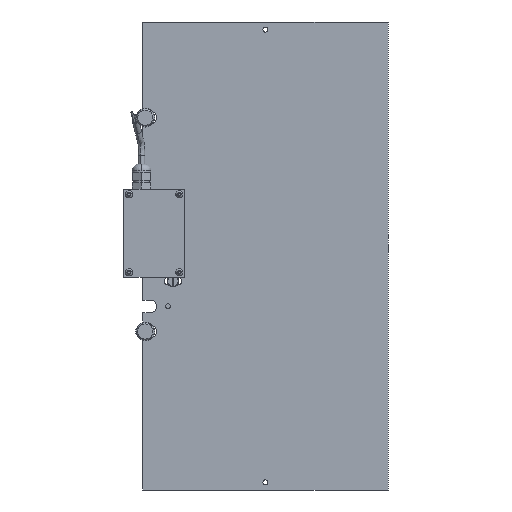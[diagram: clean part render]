
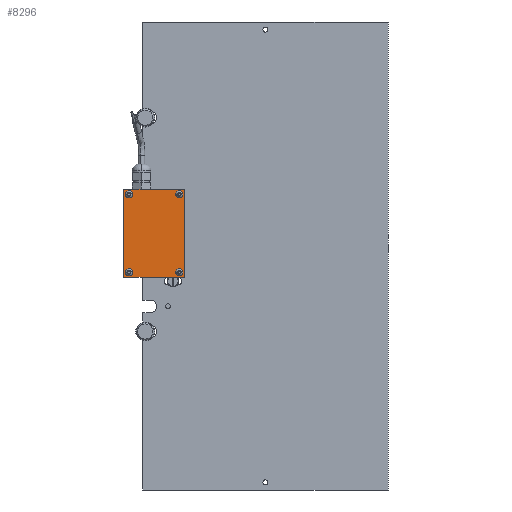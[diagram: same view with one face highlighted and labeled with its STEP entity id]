
A CAD part, front view. The second image highlights one B-rep face of the part: STEP entity #8296.
In plain terms, the highlighted planar face has unit normal (0, -1, 0).
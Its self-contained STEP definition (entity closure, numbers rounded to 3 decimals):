
#72 = VECTOR ( 'NONE', #2482, 1000. ) ;
#104 = VECTOR ( 'NONE', #11161, 1000. ) ;
#107 = AXIS2_PLACEMENT_3D ( 'NONE', #4947, #9342, #14138 ) ;
#137 = CARTESIAN_POINT ( 'NONE',  ( -20., 0., 29.35 ) ) ;
#150 = EDGE_CURVE ( 'NONE', #13815, #10087, #3110, .T. ) ;
#247 = DIRECTION ( 'NONE',  ( 0., 0., -1. ) ) ;
#253 = VERTEX_POINT ( 'NONE', #11402 ) ;
#415 = DIRECTION ( 'NONE',  ( 0., 0., -1. ) ) ;
#475 = CARTESIAN_POINT ( 'NONE',  ( 20., 0., -32.65 ) ) ;
#799 = DIRECTION ( 'NONE',  ( 0., 0., -1. ) ) ;
#855 = LINE ( 'NONE', #4575, #104 ) ;
#904 = EDGE_LOOP ( 'NONE', ( #9944, #4247 ) ) ;
#1003 = CARTESIAN_POINT ( 'NONE',  ( -20., 0., -29.35 ) ) ;
#1227 = EDGE_CURVE ( 'NONE', #8003, #9963, #1501, .T. ) ;
#1234 = DIRECTION ( 'NONE',  ( 0., -1., 0. ) ) ;
#1253 = AXIS2_PLACEMENT_3D ( 'NONE', #4401, #8810, #14728 ) ;
#1332 = VERTEX_POINT ( 'NONE', #1723 ) ;
#1419 = VERTEX_POINT ( 'NONE', #7679 ) ;
#1465 = DIRECTION ( 'NONE',  ( -1., 0., 0. ) ) ;
#1501 = CIRCLE ( 'NONE', #1253, 1.65 ) ;
#1694 = AXIS2_PLACEMENT_3D ( 'NONE', #5924, #11540, #11469 ) ;
#1709 = EDGE_CURVE ( 'NONE', #9963, #8003, #7696, .T. ) ;
#1723 = CARTESIAN_POINT ( 'NONE',  ( -20., 0., 32.65 ) ) ;
#1832 = FACE_BOUND ( 'NONE', #904, .T. ) ;
#1969 = PLANE ( 'NONE',  #13518 ) ;
#2130 = DIRECTION ( 'NONE',  ( 0., 0., -1. ) ) ;
#2406 = CARTESIAN_POINT ( 'NONE',  ( 20., 0., 32.65 ) ) ;
#2482 = DIRECTION ( 'NONE',  ( 1., 0., 0. ) ) ;
#2502 = CARTESIAN_POINT ( 'NONE',  ( -20., 0., -32.65 ) ) ;
#2526 = EDGE_LOOP ( 'NONE', ( #6022, #7491 ) ) ;
#2589 = ORIENTED_EDGE ( 'NONE', *, *, #5363, .F. ) ;
#2846 = VERTEX_POINT ( 'NONE', #8028 ) ;
#3016 = AXIS2_PLACEMENT_3D ( 'NONE', #4635, #3610, #13684 ) ;
#3110 = CIRCLE ( 'NONE', #1694, 1.65 ) ;
#3241 = CARTESIAN_POINT ( 'NONE',  ( -20., 0., 31. ) ) ;
#3276 = EDGE_CURVE ( 'NONE', #2846, #1419, #11444, .T. ) ;
#3610 = DIRECTION ( 'NONE',  ( 0., -1., 0. ) ) ;
#3707 = DIRECTION ( 'NONE',  ( 0., -1., 0. ) ) ;
#3983 = ORIENTED_EDGE ( 'NONE', *, *, #6912, .F. ) ;
#4084 = EDGE_CURVE ( 'NONE', #253, #13210, #5785, .T. ) ;
#4191 = FACE_BOUND ( 'NONE', #10702, .T. ) ;
#4247 = ORIENTED_EDGE ( 'NONE', *, *, #150, .F. ) ;
#4342 = VERTEX_POINT ( 'NONE', #1003 ) ;
#4348 = EDGE_CURVE ( 'NONE', #1332, #9760, #13962, .T. ) ;
#4401 = CARTESIAN_POINT ( 'NONE',  ( 20., 0., -31. ) ) ;
#4449 = CIRCLE ( 'NONE', #3016, 1.65 ) ;
#4461 = EDGE_CURVE ( 'NONE', #1419, #253, #12796, .T. ) ;
#4518 = CARTESIAN_POINT ( 'NONE',  ( 20., 0., -31. ) ) ;
#4529 = ORIENTED_EDGE ( 'NONE', *, *, #1709, .F. ) ;
#4575 = CARTESIAN_POINT ( 'NONE',  ( -24., 0., 35. ) ) ;
#4635 = CARTESIAN_POINT ( 'NONE',  ( 20., 0., 31. ) ) ;
#4947 = CARTESIAN_POINT ( 'NONE',  ( -20., 0., 31. ) ) ;
#5092 = AXIS2_PLACEMENT_3D ( 'NONE', #12665, #3707, #415 ) ;
#5178 = DIRECTION ( 'NONE',  ( 0., -1., 0. ) ) ;
#5355 = ORIENTED_EDGE ( 'NONE', *, *, #4084, .F. ) ;
#5363 = EDGE_CURVE ( 'NONE', #7924, #4342, #8437, .T. ) ;
#5719 = EDGE_CURVE ( 'NONE', #13210, #2846, #855, .T. ) ;
#5771 = DIRECTION ( 'NONE',  ( 0., 0., -1. ) ) ;
#5785 = LINE ( 'NONE', #7064, #7042 ) ;
#5924 = CARTESIAN_POINT ( 'NONE',  ( 20., 0., 31. ) ) ;
#6022 = ORIENTED_EDGE ( 'NONE', *, *, #14478, .F. ) ;
#6089 = AXIS2_PLACEMENT_3D ( 'NONE', #3241, #7798, #2130 ) ;
#6572 = ORIENTED_EDGE ( 'NONE', *, *, #1227, .F. ) ;
#6912 = EDGE_CURVE ( 'NONE', #4342, #7924, #12304, .T. ) ;
#7042 = VECTOR ( 'NONE', #1465, 1000. ) ;
#7064 = CARTESIAN_POINT ( 'NONE',  ( -24., 0., -35. ) ) ;
#7375 = EDGE_LOOP ( 'NONE', ( #10665, #8191, #13317, #5355 ) ) ;
#7491 = ORIENTED_EDGE ( 'NONE', *, *, #4348, .F. ) ;
#7524 = CARTESIAN_POINT ( 'NONE',  ( 20., 0., -29.35 ) ) ;
#7618 = EDGE_LOOP ( 'NONE', ( #2589, #3983 ) ) ;
#7637 = FACE_OUTER_BOUND ( 'NONE', #7375, .T. ) ;
#7679 = CARTESIAN_POINT ( 'NONE',  ( 24., 0., 35. ) ) ;
#7696 = CIRCLE ( 'NONE', #13668, 1.65 ) ;
#7798 = DIRECTION ( 'NONE',  ( 0., -1., 0. ) ) ;
#7924 = VERTEX_POINT ( 'NONE', #2502 ) ;
#8003 = VERTEX_POINT ( 'NONE', #475 ) ;
#8028 = CARTESIAN_POINT ( 'NONE',  ( -24., 0., 35. ) ) ;
#8101 = CARTESIAN_POINT ( 'NONE',  ( -20., 0., -31. ) ) ;
#8191 = ORIENTED_EDGE ( 'NONE', *, *, #3276, .F. ) ;
#8296 = ADVANCED_FACE ( 'NONE', ( #4191, #1832, #8754, #13313, #7637 ), #1969, .T. ) ;
#8360 = EDGE_CURVE ( 'NONE', #10087, #13815, #4449, .T. ) ;
#8437 = CIRCLE ( 'NONE', #5092, 1.65 ) ;
#8754 = FACE_BOUND ( 'NONE', #2526, .T. ) ;
#8810 = DIRECTION ( 'NONE',  ( 0., -1., 0. ) ) ;
#9342 = DIRECTION ( 'NONE',  ( 0., -1., 0. ) ) ;
#9426 = CARTESIAN_POINT ( 'NONE',  ( 24., 0., 35. ) ) ;
#9760 = VERTEX_POINT ( 'NONE', #137 ) ;
#9944 = ORIENTED_EDGE ( 'NONE', *, *, #8360, .F. ) ;
#9963 = VERTEX_POINT ( 'NONE', #7524 ) ;
#10011 = CARTESIAN_POINT ( 'NONE',  ( 0., 0., 0. ) ) ;
#10087 = VERTEX_POINT ( 'NONE', #13933 ) ;
#10638 = AXIS2_PLACEMENT_3D ( 'NONE', #8101, #1234, #5771 ) ;
#10665 = ORIENTED_EDGE ( 'NONE', *, *, #4461, .F. ) ;
#10702 = EDGE_LOOP ( 'NONE', ( #6572, #4529 ) ) ;
#11073 = DIRECTION ( 'NONE',  ( 0., 0., -1. ) ) ;
#11161 = DIRECTION ( 'NONE',  ( 0., 0., 1. ) ) ;
#11402 = CARTESIAN_POINT ( 'NONE',  ( 24., 0., -35. ) ) ;
#11444 = LINE ( 'NONE', #13753, #72 ) ;
#11469 = DIRECTION ( 'NONE',  ( 0., 0., -1. ) ) ;
#11540 = DIRECTION ( 'NONE',  ( 0., -1., 0. ) ) ;
#11812 = CIRCLE ( 'NONE', #107, 1.65 ) ;
#11983 = CARTESIAN_POINT ( 'NONE',  ( -24., 0., -35. ) ) ;
#12280 = VECTOR ( 'NONE', #247, 1000. ) ;
#12304 = CIRCLE ( 'NONE', #10638, 1.65 ) ;
#12665 = CARTESIAN_POINT ( 'NONE',  ( -20., 0., -31. ) ) ;
#12796 = LINE ( 'NONE', #9426, #12280 ) ;
#13210 = VERTEX_POINT ( 'NONE', #11983 ) ;
#13270 = DIRECTION ( 'NONE',  ( 0., -1., 0. ) ) ;
#13313 = FACE_BOUND ( 'NONE', #7618, .T. ) ;
#13317 = ORIENTED_EDGE ( 'NONE', *, *, #5719, .F. ) ;
#13518 = AXIS2_PLACEMENT_3D ( 'NONE', #10011, #5178, #11073 ) ;
#13668 = AXIS2_PLACEMENT_3D ( 'NONE', #4518, #13270, #799 ) ;
#13684 = DIRECTION ( 'NONE',  ( 0., 0., -1. ) ) ;
#13753 = CARTESIAN_POINT ( 'NONE',  ( -24., 0., 35. ) ) ;
#13815 = VERTEX_POINT ( 'NONE', #2406 ) ;
#13933 = CARTESIAN_POINT ( 'NONE',  ( 20., 0., 29.35 ) ) ;
#13962 = CIRCLE ( 'NONE', #6089, 1.65 ) ;
#14138 = DIRECTION ( 'NONE',  ( 0., 0., -1. ) ) ;
#14478 = EDGE_CURVE ( 'NONE', #9760, #1332, #11812, .T. ) ;
#14728 = DIRECTION ( 'NONE',  ( 0., 0., -1. ) ) ;
